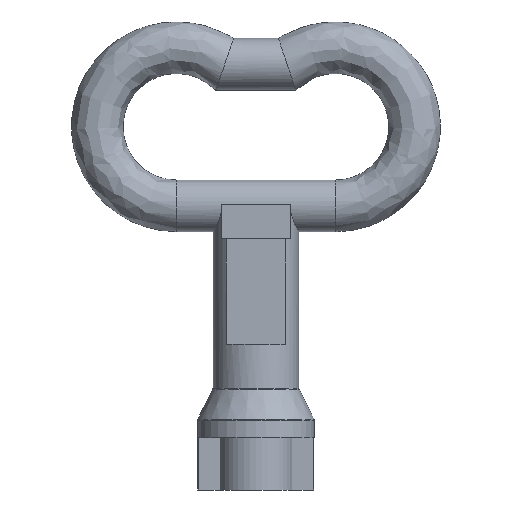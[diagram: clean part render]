
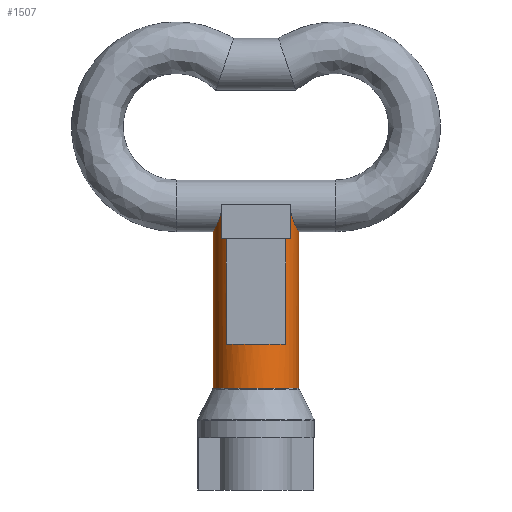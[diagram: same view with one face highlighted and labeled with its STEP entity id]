
A CAD part, front view. The second image highlights one B-rep face of the part: STEP entity #1507.
In plain terms, the highlighted cylindrical face has radius 4.15 mm (diameter 8.3 mm), a partial arc.
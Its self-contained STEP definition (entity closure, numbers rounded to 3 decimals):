
#77 = DIRECTION ( 'NONE',  ( 0., 0., 1. ) ) ;
#108 = VECTOR ( 'NONE', #3126, 1000. ) ;
#133 = CARTESIAN_POINT ( 'NONE',  ( 3.494, -2.24, 27.579 ) ) ;
#185 = ORIENTED_EDGE ( 'NONE', *, *, #641, .F. ) ;
#190 = EDGE_CURVE ( 'NONE', #432, #3078, #1152, .T. ) ;
#204 = EDGE_CURVE ( 'NONE', #3395, #432, #1621, .T. ) ;
#208 = DIRECTION ( 'NONE',  ( 0., 0., -1. ) ) ;
#238 = DIRECTION ( 'NONE',  ( 1., 0., 0. ) ) ;
#259 = ORIENTED_EDGE ( 'NONE', *, *, #190, .F. ) ;
#284 = DIRECTION ( 'NONE',  ( 0., 0., 1. ) ) ;
#299 = CARTESIAN_POINT ( 'NONE',  ( 4.1, -0.662, 26.283 ) ) ;
#303 = CARTESIAN_POINT ( 'NONE',  ( -3.859, -1.532, 26.718 ) ) ;
#322 = CARTESIAN_POINT ( 'NONE',  ( -3.312, -2.5, 28.7 ) ) ;
#331 = ORIENTED_EDGE ( 'NONE', *, *, #204, .F. ) ;
#338 = CARTESIAN_POINT ( 'NONE',  ( 3.312, -2.5, 28.531 ) ) ;
#432 = VERTEX_POINT ( 'NONE', #2132 ) ;
#458 = DIRECTION ( 'NONE',  ( 0., 0., -1. ) ) ;
#460 = CARTESIAN_POINT ( 'NONE',  ( -3.312, -2.5, 28.7 ) ) ;
#469 = CARTESIAN_POINT ( 'NONE',  ( 0., 0., 25.5 ) ) ;
#492 = VERTEX_POINT ( 'NONE', #2492 ) ;
#493 = CARTESIAN_POINT ( 'NONE',  ( 4.15, 0., 26.2 ) ) ;
#519 = DIRECTION ( 'NONE',  ( 0., 0., 1. ) ) ;
#564 = CARTESIAN_POINT ( 'NONE',  ( -3.312, -2.5, 28.531 ) ) ;
#581 = CARTESIAN_POINT ( 'NONE',  ( -4.15, 0., 11.071 ) ) ;
#641 = EDGE_CURVE ( 'NONE', #1447, #1778, #2889, .T. ) ;
#678 = CARTESIAN_POINT ( 'NONE',  ( -2.867, -3., 15.3 ) ) ;
#811 = DIRECTION ( 'NONE',  ( -1., 0., 0. ) ) ;
#817 = CARTESIAN_POINT ( 'NONE',  ( 3.645, -1.986, 27.173 ) ) ;
#838 = EDGE_CURVE ( 'NONE', #1778, #3395, #3579, .T. ) ;
#869 = CARTESIAN_POINT ( 'NONE',  ( -3.374, -2.417, 28.038 ) ) ;
#908 = CARTESIAN_POINT ( 'NONE',  ( -3.807, -1.657, 26.821 ) ) ;
#922 = AXIS2_PLACEMENT_3D ( 'NONE', #2289, #77, #2092 ) ;
#923 = EDGE_CURVE ( 'NONE', #1954, #1447, #1358, .T. ) ;
#934 = CIRCLE ( 'NONE', #3493, 4.15 ) ;
#959 = CARTESIAN_POINT ( 'NONE',  ( 3.542, -2.164, 27.438 ) ) ;
#962 = ORIENTED_EDGE ( 'NONE', *, *, #923, .F. ) ;
#972 = ORIENTED_EDGE ( 'NONE', *, *, #3481, .F. ) ;
#1060 = LINE ( 'NONE', #1602, #1681 ) ;
#1089 = CARTESIAN_POINT ( 'NONE',  ( 3.859, -1.547, 26.71 ) ) ;
#1090 = CARTESIAN_POINT ( 'NONE',  ( -2.867, -3., 28.8 ) ) ;
#1107 = DIRECTION ( 'NONE',  ( 0., 0., -1. ) ) ;
#1118 = EDGE_CURVE ( 'NONE', #3258, #1992, #3394, .T. ) ;
#1123 = CARTESIAN_POINT ( 'NONE',  ( 4.15, -0.17, 26.2 ) ) ;
#1133 = CARTESIAN_POINT ( 'NONE',  ( -3.312, -2.5, 25.5 ) ) ;
#1139 = CARTESIAN_POINT ( 'NONE',  ( 4.15, 0., 26.2 ) ) ;
#1142 = CARTESIAN_POINT ( 'NONE',  ( -4.108, -0.669, 26.269 ) ) ;
#1152 = LINE ( 'NONE', #2566, #108 ) ;
#1161 = CARTESIAN_POINT ( 'NONE',  ( -3.647, -1.984, 27.17 ) ) ;
#1162 = DIRECTION ( 'NONE',  ( 1., 0., 0. ) ) ;
#1179 = CARTESIAN_POINT ( 'NONE',  ( -3.41, -2.367, 27.879 ) ) ;
#1195 = DIRECTION ( 'NONE',  ( 0., 0., -1. ) ) ;
#1215 = VECTOR ( 'NONE', #1195, 1000. ) ;
#1259 = ORIENTED_EDGE ( 'NONE', *, *, #3477, .T. ) ;
#1318 = CARTESIAN_POINT ( 'NONE',  ( 3.312, -2.5, 25.5 ) ) ;
#1358 = LINE ( 'NONE', #3598, #3480 ) ;
#1426 = CARTESIAN_POINT ( 'NONE',  ( 4.14, -0.336, 26.217 ) ) ;
#1447 = VERTEX_POINT ( 'NONE', #1133 ) ;
#1474 = CARTESIAN_POINT ( 'NONE',  ( -3.954, -1.267, 26.539 ) ) ;
#1491 = CARTESIAN_POINT ( 'NONE',  ( 3.312, -2.5, 28.7 ) ) ;
#1507 = ADVANCED_FACE ( 'NONE', ( #2014 ), #2851, .T. ) ;
#1602 = CARTESIAN_POINT ( 'NONE',  ( 4.15, 0., 28.8 ) ) ;
#1621 = CIRCLE ( 'NONE', #922, 4.15 ) ;
#1666 = CARTESIAN_POINT ( 'NONE',  ( 3.312, -2.5, 28.8 ) ) ;
#1681 = VECTOR ( 'NONE', #458, 1000. ) ;
#1684 = CARTESIAN_POINT ( 'NONE',  ( 4.071, -0.823, 26.334 ) ) ;
#1688 = LINE ( 'NONE', #1666, #2838 ) ;
#1778 = VERTEX_POINT ( 'NONE', #3438 ) ;
#1817 = B_SPLINE_CURVE_WITH_KNOTS ( 'NONE', 3,
 ( #1139, #1123, #1426, #299, #1684, #2528, #1089, #2463, #817, #959, #133, #2058, #2079, #2859, #338, #1491 ),
 .UNSPECIFIED., .F., .F.,
 ( 4, 2, 2, 2, 2, 2, 2, 4 ),
 ( 0., 0.001, 0.001, 0.002, 0.003, 0.003, 0.004, 0.004 ),
 .UNSPECIFIED. ) ;
#1829 = ORIENTED_EDGE ( 'NONE', *, *, #1118, .T. ) ;
#1873 = EDGE_LOOP ( 'NONE', ( #2156, #2611, #972, #2397, #259, #331, #3233, #185, #962, #1259, #1829, #2787 ) ) ;
#1954 = VERTEX_POINT ( 'NONE', #460 ) ;
#1965 = CIRCLE ( 'NONE', #2144, 4.15 ) ;
#1971 = CARTESIAN_POINT ( 'NONE',  ( -4.15, 0., 26.2 ) ) ;
#1992 = VERTEX_POINT ( 'NONE', #581 ) ;
#2001 = EDGE_CURVE ( 'NONE', #2795, #492, #1817, .T. ) ;
#2014 = FACE_OUTER_BOUND ( 'NONE', #1873, .T. ) ;
#2058 = CARTESIAN_POINT ( 'NONE',  ( 3.41, -2.366, 27.877 ) ) ;
#2079 = CARTESIAN_POINT ( 'NONE',  ( 3.374, -2.416, 28.037 ) ) ;
#2092 = DIRECTION ( 'NONE',  ( 1., 0., 0. ) ) ;
#2132 = CARTESIAN_POINT ( 'NONE',  ( 2.867, -3., 15.3 ) ) ;
#2141 = EDGE_CURVE ( 'NONE', #3078, #2832, #1965, .T. ) ;
#2143 = VERTEX_POINT ( 'NONE', #3080 ) ;
#2144 = AXIS2_PLACEMENT_3D ( 'NONE', #2533, #2753, #1162 ) ;
#2156 = ORIENTED_EDGE ( 'NONE', *, *, #2384, .F. ) ;
#2225 = CARTESIAN_POINT ( 'NONE',  ( -3.494, -2.241, 27.579 ) ) ;
#2238 = CARTESIAN_POINT ( 'NONE',  ( -4.15, 0., 28.8 ) ) ;
#2269 = CARTESIAN_POINT ( 'NONE',  ( 0., 0., 11.071 ) ) ;
#2282 = CARTESIAN_POINT ( 'NONE',  ( -3.543, -2.163, 27.436 ) ) ;
#2289 = CARTESIAN_POINT ( 'NONE',  ( 0., 0., 15.3 ) ) ;
#2384 = EDGE_CURVE ( 'NONE', #2795, #2143, #1060, .T. ) ;
#2397 = ORIENTED_EDGE ( 'NONE', *, *, #2141, .F. ) ;
#2463 = CARTESIAN_POINT ( 'NONE',  ( 3.7, -1.883, 27.048 ) ) ;
#2486 = DIRECTION ( 'NONE',  ( 0., 0., 1. ) ) ;
#2492 = CARTESIAN_POINT ( 'NONE',  ( 3.312, -2.5, 28.7 ) ) ;
#2528 = CARTESIAN_POINT ( 'NONE',  ( 3.961, -1.276, 26.525 ) ) ;
#2533 = CARTESIAN_POINT ( 'NONE',  ( 0., 0., 25.5 ) ) ;
#2562 = DIRECTION ( 'NONE',  ( 1., 0., 0. ) ) ;
#2566 = CARTESIAN_POINT ( 'NONE',  ( 2.867, -3., 28.8 ) ) ;
#2611 = ORIENTED_EDGE ( 'NONE', *, *, #2001, .T. ) ;
#2753 = DIRECTION ( 'NONE',  ( 0., 0., 1. ) ) ;
#2787 = ORIENTED_EDGE ( 'NONE', *, *, #2888, .T. ) ;
#2795 = VERTEX_POINT ( 'NONE', #493 ) ;
#2832 = VERTEX_POINT ( 'NONE', #1318 ) ;
#2838 = VECTOR ( 'NONE', #284, 1000. ) ;
#2851 = CYLINDRICAL_SURFACE ( 'NONE', #2893, 4.15 ) ;
#2859 = CARTESIAN_POINT ( 'NONE',  ( 3.326, -2.483, 28.363 ) ) ;
#2888 = EDGE_CURVE ( 'NONE', #1992, #2143, #934, .T. ) ;
#2889 = CIRCLE ( 'NONE', #3001, 4.15 ) ;
#2893 = AXIS2_PLACEMENT_3D ( 'NONE', #3124, #208, #811 ) ;
#2962 = CARTESIAN_POINT ( 'NONE',  ( -4.15, 0., 26.2 ) ) ;
#3001 = AXIS2_PLACEMENT_3D ( 'NONE', #469, #519, #238 ) ;
#3004 = VECTOR ( 'NONE', #3256, 1000. ) ;
#3043 = CARTESIAN_POINT ( 'NONE',  ( -3.998, -1.125, 26.461 ) ) ;
#3078 = VERTEX_POINT ( 'NONE', #3417 ) ;
#3079 = CARTESIAN_POINT ( 'NONE',  ( -3.326, -2.483, 28.365 ) ) ;
#3080 = CARTESIAN_POINT ( 'NONE',  ( 4.15, 0., 11.071 ) ) ;
#3124 = CARTESIAN_POINT ( 'NONE',  ( 0., 0., 28.8 ) ) ;
#3126 = DIRECTION ( 'NONE',  ( 0., 0., 1. ) ) ;
#3150 = B_SPLINE_CURVE_WITH_KNOTS ( 'NONE', 3,
 ( #322, #564, #3079, #869, #1179, #2225, #2282, #1161, #3340, #908, #303, #1474, #3043, #1142, #3413, #1971 ),
 .UNSPECIFIED., .F., .F.,
 ( 4, 2, 2, 2, 2, 2, 2, 4 ),
 ( 0.004, 0.005, 0.005, 0.006, 0.006, 0.007, 0.007, 0.008 ),
 .UNSPECIFIED. ) ;
#3233 = ORIENTED_EDGE ( 'NONE', *, *, #838, .F. ) ;
#3256 = DIRECTION ( 'NONE',  ( 0., 0., -1. ) ) ;
#3258 = VERTEX_POINT ( 'NONE', #2962 ) ;
#3340 = CARTESIAN_POINT ( 'NONE',  ( -3.7, -1.883, 27.047 ) ) ;
#3394 = LINE ( 'NONE', #2238, #1215 ) ;
#3395 = VERTEX_POINT ( 'NONE', #678 ) ;
#3413 = CARTESIAN_POINT ( 'NONE',  ( -4.15, -0.338, 26.2 ) ) ;
#3417 = CARTESIAN_POINT ( 'NONE',  ( 2.867, -3., 25.5 ) ) ;
#3438 = CARTESIAN_POINT ( 'NONE',  ( -2.867, -3., 25.5 ) ) ;
#3477 = EDGE_CURVE ( 'NONE', #1954, #3258, #3150, .T. ) ;
#3480 = VECTOR ( 'NONE', #1107, 1000. ) ;
#3481 = EDGE_CURVE ( 'NONE', #2832, #492, #1688, .T. ) ;
#3493 = AXIS2_PLACEMENT_3D ( 'NONE', #2269, #2486, #2562 ) ;
#3579 = LINE ( 'NONE', #1090, #3004 ) ;
#3598 = CARTESIAN_POINT ( 'NONE',  ( -3.312, -2.5, 28.8 ) ) ;
